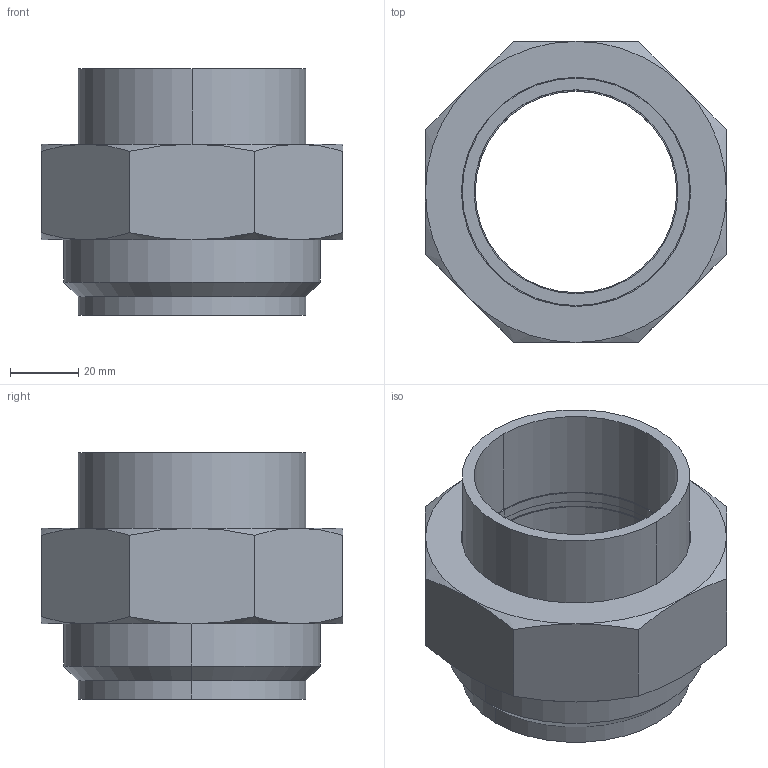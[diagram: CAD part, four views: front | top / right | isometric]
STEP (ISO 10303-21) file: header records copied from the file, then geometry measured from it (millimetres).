
FILE_DESCRIPTION (( 'STEP AP203' ), '1' );
FILE_NAME ('11-3131-09_outokumpu.step', '2015-08-07T11:22:15', ( '' ), ( '' ), 'SwSTEP 2.0', 'SolidWorks 2008', '' );
FILE_SCHEMA (( 'CONFIG_CONTROL_DESIGN' ));
Length unit declared in the file: millimetre
Products named in the file (5): 11-3131-09_outokumpu; nipple-13-444-020_outokumpu_nipple-13-444-020_outokumpu; nut-13-222-120_outokumpu_nut-13-222-120_outokumpu; case-13-555-150_outokumpu_case-13-555-150_outokumpu; seal-11-3131-09_outokumpu_seal-11-3131-09_outokumpu
Assembly tree (4 placements, depth 2):
  11-3131-09_outokumpu
    seal-11-3131-09_outokumpu_seal-11-3131-09_outokumpu
    nut-13-222-120_outokumpu_nut-13-222-120_outokumpu
    case-13-555-150_outokumpu_case-13-555-150_outokumpu
    nipple-13-444-020_outokumpu_nipple-13-444-020_outokumpu
Bounding box: 88 x 88 x 72 mm (x, y, z)
Volume: 144620.4 mm3; surface area: 58303 mm2
Topology: 4 solids, 4 shells, 64 faces, 134 edges, 82 vertices
Faces by surface type: cylinder 24, plane 20, cone 20
Entity records: 2391 total; most frequent: CARTESIAN_POINT 495, DIRECTION 310, ORIENTED_EDGE 268, AXIS2_PLACEMENT_3D 137, EDGE_CURVE 134, VERTEX_POINT 82, EDGE_LOOP 76, CIRCLE 66
